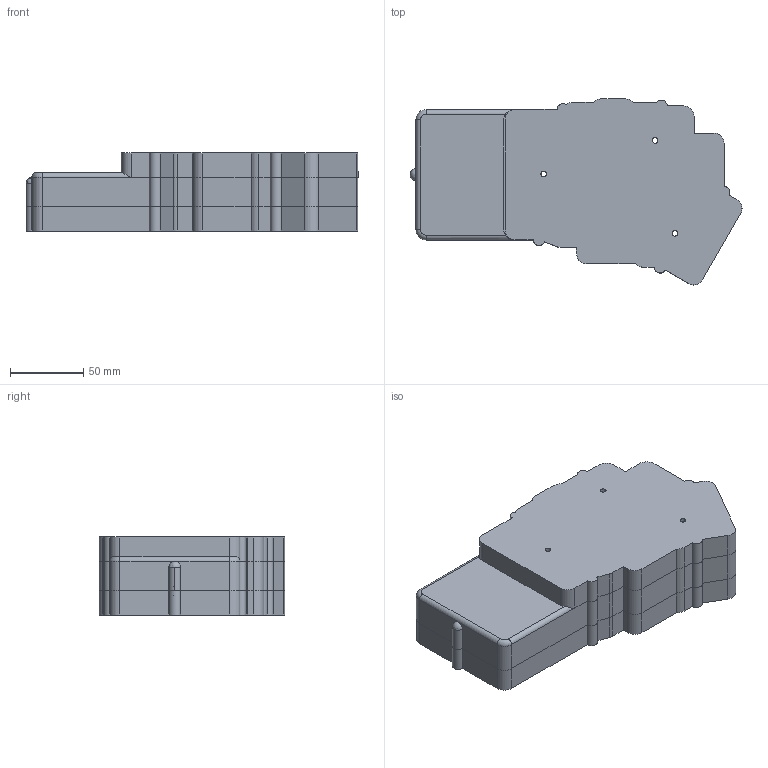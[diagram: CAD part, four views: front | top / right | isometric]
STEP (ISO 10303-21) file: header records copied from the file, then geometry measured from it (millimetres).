
FILE_DESCRIPTION (( 'STEP AP214' ), '1' );
FILE_NAME ('Breeze Magnetic Travel Case - Multibody.STEP', '2024-09-02T23:18:10', ( '' ), ( '' ), 'SwSTEP 2.0', 'SolidWorks 2023', '' );
FILE_SCHEMA (( 'AUTOMOTIVE_DESIGN' ));
Length unit declared in the file: millimetre
Products named in the file (1): Breeze Magnetic Travel Case - Multibody
Bounding box: 226.55 x 126.85 x 53.24 mm (x, y, z)
Volume: 190859 mm3; surface area: 153434 mm2
Topology: 3 solids, 3 shells, 469 faces, 1233 edges, 816 vertices
Faces by surface type: cylinder 255, plane 211, torus 2, sphere 1
Entity records: 14725 total; most frequent: DIRECTION 2686, CARTESIAN_POINT 2547, ORIENTED_EDGE 2462, EDGE_CURVE 1231, AXIS2_PLACEMENT_3D 987, VERTEX_POINT 816, LINE 712, VECTOR 712
